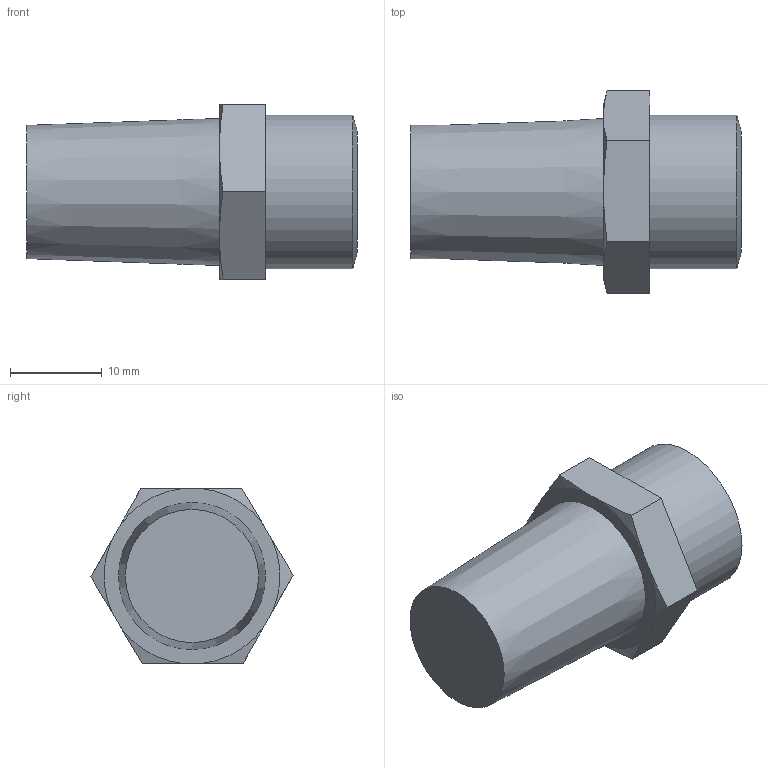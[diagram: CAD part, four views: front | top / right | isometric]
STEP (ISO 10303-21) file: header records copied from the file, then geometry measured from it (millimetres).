
FILE_DESCRIPTION(/* description */ (''),/* implementation_level */ '2;1');
FILE_NAME(/* name */ 'sds_38-la.stp',/* time_stamp */ '2017-08-07T15:00:43+02:00',/* author */ ('Hamoud'),/* organization */ (''),/* preprocessor_version */ 'ST-DEVELOPER v15.6',/* originating_system */ 'Autodesk Inventor LT ',/* authorisation */ '');
FILE_SCHEMA (('AUTOMOTIVE_DESIGN { 1 0 10303 214 3 1 1 }'));
Length unit declared in the file: millimetre
Products named in the file (1): Bauteil1
Bounding box: 36 x 22 x 19.15 mm (x, y, z)
Volume: 5706.4 mm3; surface area: 3262.2 mm2
Topology: 1 solids, 1 shells, 22 faces, 51 edges, 34 vertices
Faces by surface type: plane 11, cone 9, cylinder 2
Full cylindrical faces by diameter (mm): 9.2 x1, 16.7 x1
Entity records: 598 total; most frequent: CARTESIAN_POINT 123, DIRECTION 92, ORIENTED_EDGE 88, EDGE_CURVE 44, AXIS2_PLACEMENT_3D 37, VERTEX_POINT 32, EDGE_LOOP 30, FACE_OUTER_BOUND 22
